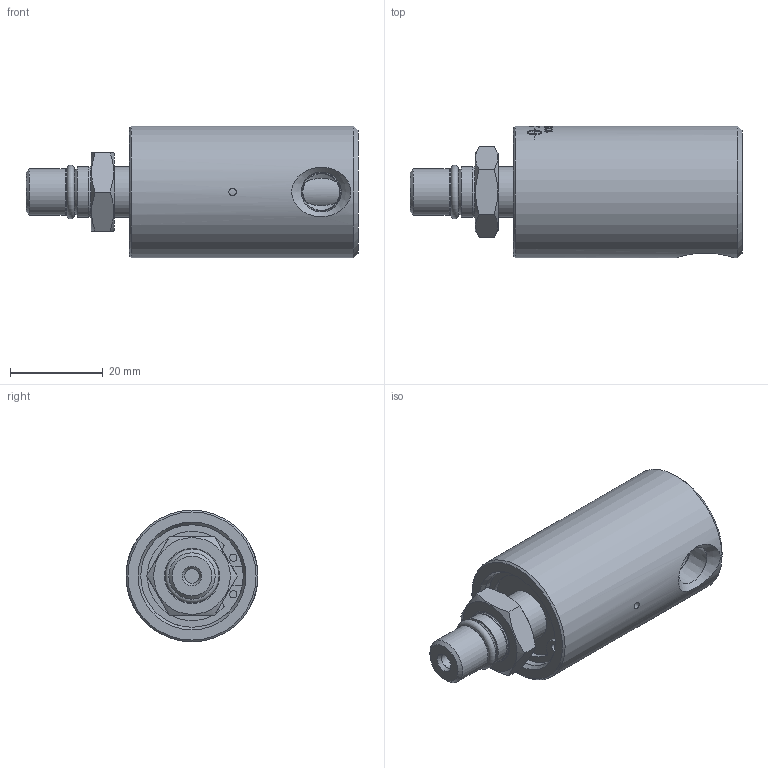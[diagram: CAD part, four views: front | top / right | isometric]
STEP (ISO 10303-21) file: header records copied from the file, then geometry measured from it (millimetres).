
FILE_DESCRIPTION(/* description */ (''),/* implementation_level */ '2;1');
FILE_NAME(/* name */ '1005-057-045-IC.stp',/* time_stamp */ '2020-05-13T11:40:30-05:00',/* author */ ('Moorera'),/* organization */ (''),/* preprocessor_version */ 'ST-DEVELOPER v18.1',/* originating_system */ 'Autodesk Inventor 2020',/* authorisation */ '');
FILE_SCHEMA (('AUTOMOTIVE_DESIGN { 1 0 10303 214 3 1 1 }'));
Products named in the file (1): 1005-057-045-IC
Bounding box: 71.48 x 28.37 x 28.37 mm (x, y, z)
Volume: 31877.4 mm3; surface area: 8251.3 mm2
Topology: 2 solids, 2 shells, 358 faces, 954 edges, 639 vertices
Faces by surface type: bspline 178, plane 108, cylinder 54, cone 15, torus 3
Full cylindrical faces by diameter (mm): 1.575 x2, 1.6 x1, 3.2 x1, 7.6 x1, 7.95 x1, 9.974 x1, 11 x2, 22.07 x1, 23.3 x1, 28.37 x1
Entity records: 51056 total; most frequent: CARTESIAN_POINT 42820, ORIENTED_EDGE 1908, DIRECTION 1279, EDGE_CURVE 954, VERTEX_POINT 639, AXIS2_PLACEMENT_3D 461, EDGE_LOOP 403, FACE_OUTER_BOUND 358
